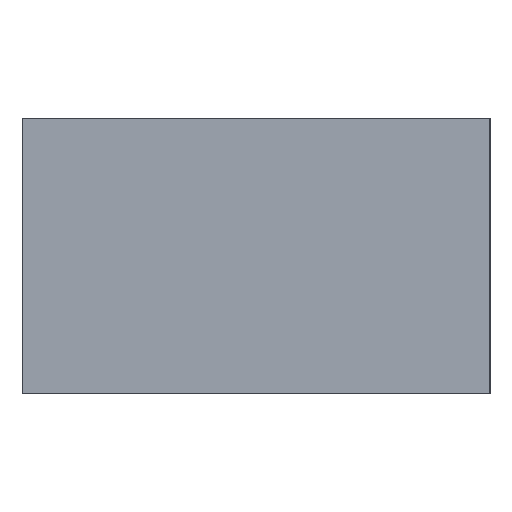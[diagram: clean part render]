
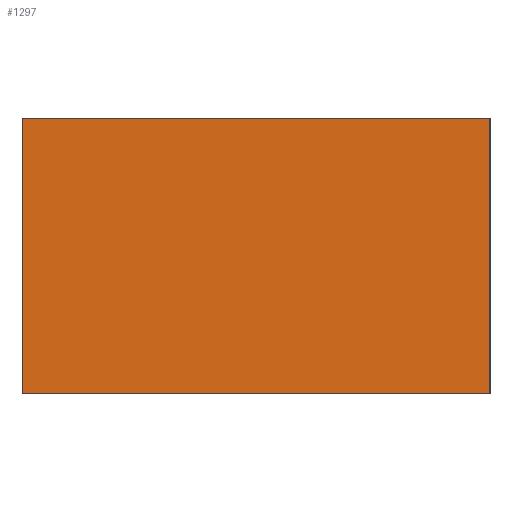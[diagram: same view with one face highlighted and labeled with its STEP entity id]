
A CAD part, left-side view. The second image highlights one B-rep face of the part: STEP entity #1297.
In plain terms, the highlighted planar face has unit normal (-1, 0, 0).
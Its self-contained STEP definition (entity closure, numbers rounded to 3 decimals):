
#70=LINE('',#1967,#136);
#74=LINE('',#2312,#140);
#78=LINE('',#2319,#144);
#79=LINE('',#2321,#145);
#136=VECTOR('',#1472,1000.);
#140=VECTOR('',#1482,1000.);
#144=VECTOR('',#1488,1000.);
#145=VECTOR('',#1489,1000.);
#261=ORIENTED_EDGE('',*,*,#623,.T.);
#262=ORIENTED_EDGE('',*,*,#624,.F.);
#263=ORIENTED_EDGE('',*,*,#619,.F.);
#264=ORIENTED_EDGE('',*,*,#587,.T.);
#587=EDGE_CURVE('',#770,#769,#70,.T.);
#619=EDGE_CURVE('',#770,#801,#74,.T.);
#623=EDGE_CURVE('',#769,#803,#78,.T.);
#624=EDGE_CURVE('',#801,#803,#79,.T.);
#769=VERTEX_POINT('',#1966);
#770=VERTEX_POINT('',#1968);
#801=VERTEX_POINT('',#2313);
#803=VERTEX_POINT('',#2320);
#998=EDGE_LOOP('',(#261,#262,#263,#264));
#1128=FACE_BOUND('',#998,.T.);
#1244=PLANE('',#1401);
#1297=ADVANCED_FACE('',(#1128),#1244,.F.);
#1401=AXIS2_PLACEMENT_3D('',#2318,#1486,#1487);
#1472=DIRECTION('',(0.,1.,0.));
#1482=DIRECTION('',(0.,0.,-1.));
#1486=DIRECTION('',(1.,0.,0.));
#1487=DIRECTION('',(0.,0.,-1.));
#1488=DIRECTION('',(0.,0.,-1.));
#1489=DIRECTION('',(0.,1.,0.));
#1966=CARTESIAN_POINT('',(-63.,8.5,5.));
#1967=CARTESIAN_POINT('',(-63.,-8.5,5.));
#1968=CARTESIAN_POINT('',(-63.,-8.5,5.));
#2312=CARTESIAN_POINT('',(-63.,-8.5,5.));
#2313=CARTESIAN_POINT('',(-63.,-8.5,-5.));
#2318=CARTESIAN_POINT('',(-63.,-8.5,5.));
#2319=CARTESIAN_POINT('',(-63.,8.5,5.));
#2320=CARTESIAN_POINT('',(-63.,8.5,-5.));
#2321=CARTESIAN_POINT('',(-63.,-8.5,-5.));
